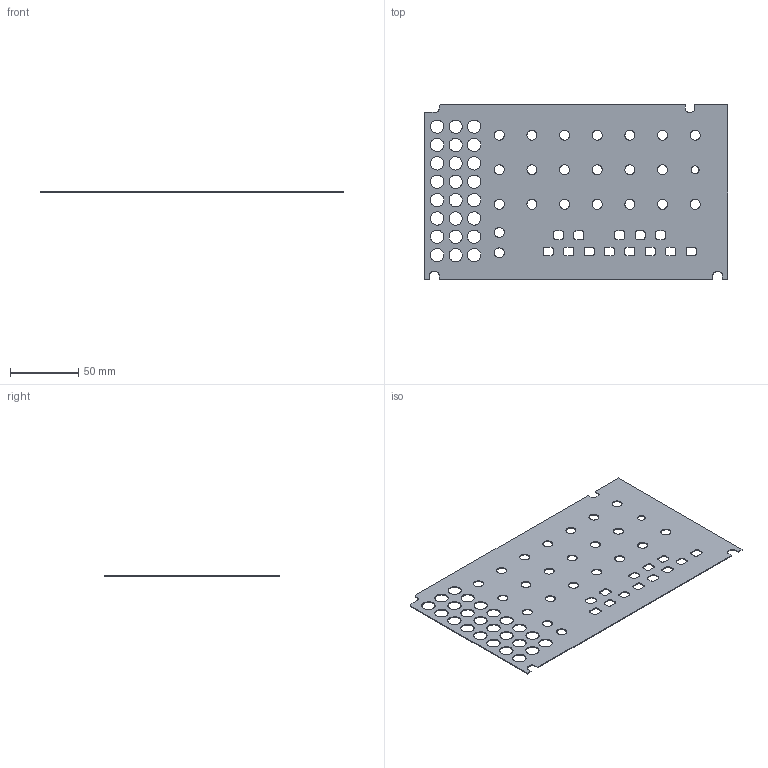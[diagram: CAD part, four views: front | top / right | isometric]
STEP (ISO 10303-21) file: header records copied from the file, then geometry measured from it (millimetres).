
FILE_DESCRIPTION (('STEP'), '1');
FILE_NAME ('MAVIS Build overlay extruded.stp', '2023-08-08T21:09:29', ('Unknown'), ('Unknown'), 'HarmonyWare STEP v2.1.9', 'HarmonyWare Translators', '');
FILE_SCHEMA (('CONFIG_CONTROL_DESIGN'));
Length unit declared in the file: millimetre
Products named in the file (2): Build overlay extruded
Assembly tree (1 placements, depth 2):
  (unnamed)
    Build overlay extruded
Bounding box: 223.17 x 128.48 x 0.65 mm (x, y, z)
Volume: 16361.4 mm3; surface area: 51843.1 mm2
Topology: 1 solids, 1 shells, 136 faces, 566 edges, 432 vertices
Faces by surface type: bspline 136
Entity records: 7922 total; most frequent: CARTESIAN_POINT 4498, ORIENTED_EDGE 1132, EDGE_CURVE 566, VERTEX_POINT 432, B_SPLINE_CURVE_WITH_KNOTS 374, EDGE_LOOP 256, FACE_OUTER_BOUND 136, ADVANCED_FACE 136
